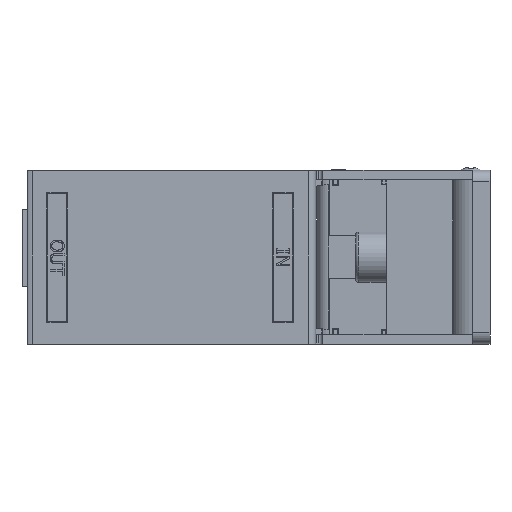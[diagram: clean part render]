
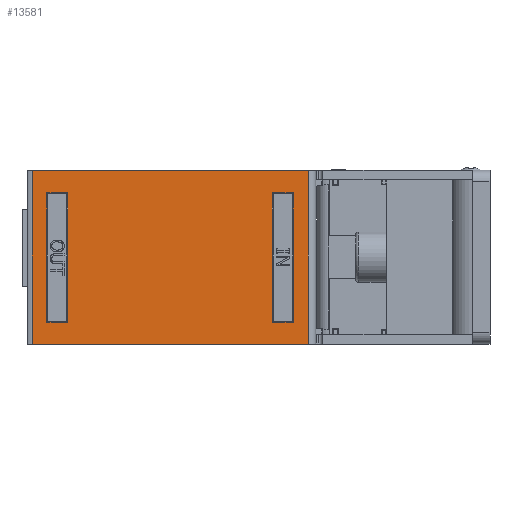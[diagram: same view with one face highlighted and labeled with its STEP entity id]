
A CAD part, left-side view. The second image highlights one B-rep face of the part: STEP entity #13581.
In plain terms, the highlighted face is planar.
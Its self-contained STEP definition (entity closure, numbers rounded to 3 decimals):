
#284=FACE_BOUND('',#4928,.T.);
#285=FACE_BOUND('',#4929,.T.);
#1531=LINE('',#23397,#2795);
#1535=LINE('',#23405,#2799);
#1538=LINE('',#23411,#2802);
#1541=LINE('',#23416,#2805);
#1555=LINE('',#23446,#2819);
#1559=LINE('',#23454,#2823);
#1562=LINE('',#23460,#2826);
#1565=LINE('',#23465,#2829);
#1621=LINE('',#23581,#2885);
#1622=LINE('',#23583,#2886);
#1623=LINE('',#23585,#2887);
#1624=LINE('',#23586,#2888);
#2795=VECTOR('',#17614,10.);
#2799=VECTOR('',#17620,10.);
#2802=VECTOR('',#17625,10.);
#2805=VECTOR('',#17630,10.);
#2819=VECTOR('',#17656,10.);
#2823=VECTOR('',#17662,10.);
#2826=VECTOR('',#17667,10.);
#2829=VECTOR('',#17672,10.);
#2885=VECTOR('',#17772,3.);
#2886=VECTOR('',#17773,10.);
#2887=VECTOR('',#17774,10.);
#2888=VECTOR('',#17775,10.);
#3377=PLANE('',#14678);
#4111=FACE_OUTER_BOUND('',#4927,.T.);
#4927=EDGE_LOOP('',(#12424,#12425,#12426,#12427));
#4928=EDGE_LOOP('',(#12428,#12429,#12430,#12431));
#4929=EDGE_LOOP('',(#12432,#12433,#12434,#12435));
#6805=VERTEX_POINT('',#23395);
#6806=VERTEX_POINT('',#23396);
#6809=VERTEX_POINT('',#23404);
#6811=VERTEX_POINT('',#23410);
#6821=VERTEX_POINT('',#23444);
#6822=VERTEX_POINT('',#23445);
#6825=VERTEX_POINT('',#23453);
#6827=VERTEX_POINT('',#23459);
#6865=VERTEX_POINT('',#23579);
#6866=VERTEX_POINT('',#23580);
#6867=VERTEX_POINT('',#23582);
#6868=VERTEX_POINT('',#23584);
#8667=EDGE_CURVE('',#6805,#6806,#1531,.T.);
#8671=EDGE_CURVE('',#6806,#6809,#1535,.T.);
#8674=EDGE_CURVE('',#6809,#6811,#1538,.T.);
#8677=EDGE_CURVE('',#6811,#6805,#1541,.T.);
#8691=EDGE_CURVE('',#6821,#6822,#1555,.T.);
#8695=EDGE_CURVE('',#6822,#6825,#1559,.T.);
#8698=EDGE_CURVE('',#6825,#6827,#1562,.T.);
#8701=EDGE_CURVE('',#6827,#6821,#1565,.T.);
#8757=EDGE_CURVE('',#6865,#6866,#1621,.T.);
#8758=EDGE_CURVE('',#6867,#6865,#1622,.T.);
#8759=EDGE_CURVE('',#6867,#6868,#1623,.T.);
#8760=EDGE_CURVE('',#6866,#6868,#1624,.T.);
#12424=ORIENTED_EDGE('',*,*,#8757,.F.);
#12425=ORIENTED_EDGE('',*,*,#8758,.F.);
#12426=ORIENTED_EDGE('',*,*,#8759,.T.);
#12427=ORIENTED_EDGE('',*,*,#8760,.F.);
#12428=ORIENTED_EDGE('',*,*,#8691,.T.);
#12429=ORIENTED_EDGE('',*,*,#8695,.T.);
#12430=ORIENTED_EDGE('',*,*,#8698,.T.);
#12431=ORIENTED_EDGE('',*,*,#8701,.T.);
#12432=ORIENTED_EDGE('',*,*,#8667,.T.);
#12433=ORIENTED_EDGE('',*,*,#8671,.T.);
#12434=ORIENTED_EDGE('',*,*,#8674,.T.);
#12435=ORIENTED_EDGE('',*,*,#8677,.T.);
#13581=ADVANCED_FACE('',(#4111,#284,#285),#3377,.T.);
#14678=AXIS2_PLACEMENT_3D('',#23578,#17770,#17771);
#17614=DIRECTION('',(1.,0.,0.));
#17620=DIRECTION('',(0.,0.,1.));
#17625=DIRECTION('',(-1.,0.,0.));
#17630=DIRECTION('',(0.,0.,-1.));
#17656=DIRECTION('',(1.,0.,0.));
#17662=DIRECTION('',(0.,0.,1.));
#17667=DIRECTION('',(-1.,0.,0.));
#17672=DIRECTION('',(0.,0.,-1.));
#17770=DIRECTION('center_axis',(0.,1.,0.));
#17771=DIRECTION('ref_axis',(0.,0.,-1.));
#17772=DIRECTION('',(-1.,0.,0.));
#17773=DIRECTION('',(0.,0.,1.));
#17774=DIRECTION('',(-1.,0.,0.));
#17775=DIRECTION('',(0.,0.,-1.));
#23395=CARTESIAN_POINT('',(-39.2,2.5,62.212));
#23396=CARTESIAN_POINT('',(-5.8,2.5,62.212));
#23397=CARTESIAN_POINT('',(-2.9,2.5,62.212));
#23404=CARTESIAN_POINT('',(-5.8,2.5,67.612));
#23405=CARTESIAN_POINT('',(-5.8,2.5,70.076));
#23410=CARTESIAN_POINT('',(-39.2,2.5,67.612));
#23411=CARTESIAN_POINT('',(-19.6,2.5,67.612));
#23416=CARTESIAN_POINT('',(-39.2,2.5,67.376));
#23444=CARTESIAN_POINT('',(-39.2,2.5,3.8));
#23445=CARTESIAN_POINT('',(-5.8,2.5,3.8));
#23446=CARTESIAN_POINT('',(-2.9,2.5,3.8));
#23453=CARTESIAN_POINT('',(-5.8,2.5,9.2));
#23454=CARTESIAN_POINT('',(-5.8,2.5,40.87));
#23459=CARTESIAN_POINT('',(-39.2,2.5,9.2));
#23460=CARTESIAN_POINT('',(-19.6,2.5,9.2));
#23465=CARTESIAN_POINT('',(-39.2,2.5,38.17));
#23578=CARTESIAN_POINT('Origin',(0.,2.5,72.54));
#23579=CARTESIAN_POINT('',(0.,2.5,71.412));
#23580=CARTESIAN_POINT('',(-45.,2.5,71.412));
#23581=CARTESIAN_POINT('',(-7.5,2.5,71.412));
#23582=CARTESIAN_POINT('',(0.,2.5,0.));
#23583=CARTESIAN_POINT('',(0.,2.5,0.));
#23584=CARTESIAN_POINT('',(-45.,2.5,0.));
#23585=CARTESIAN_POINT('',(0.,2.5,0.));
#23586=CARTESIAN_POINT('',(-45.,2.5,0.));
